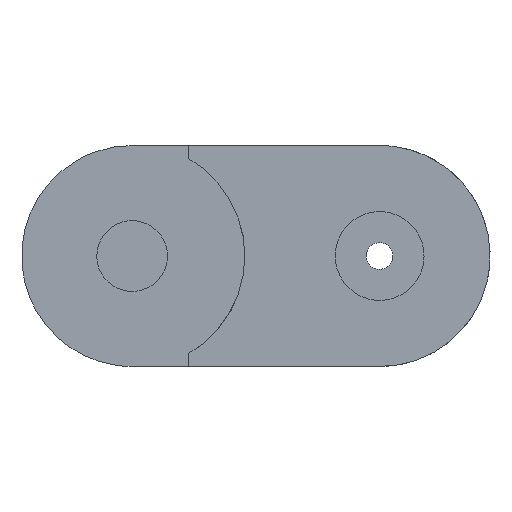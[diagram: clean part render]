
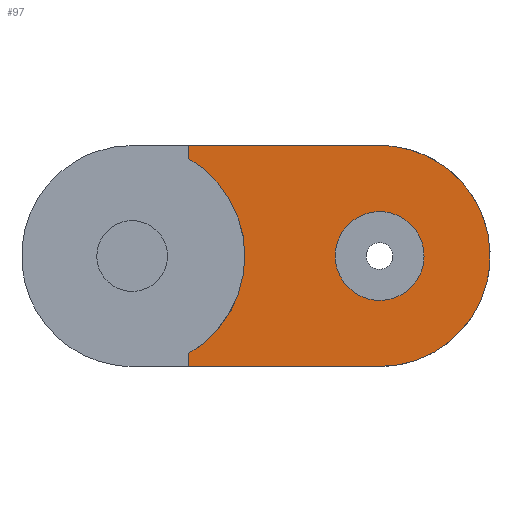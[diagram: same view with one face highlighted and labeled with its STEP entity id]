
A CAD part, front view. The second image highlights one B-rep face of the part: STEP entity #97.
In plain terms, the highlighted planar face has unit normal (0, -1, 0).
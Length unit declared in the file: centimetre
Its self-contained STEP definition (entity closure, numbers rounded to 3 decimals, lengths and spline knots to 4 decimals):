
#61=FACE_BOUND('',#420,.T.);
#97=ADVANCED_FACE('',(#256,#61),#2604,.T.);
#256=FACE_OUTER_BOUND('',#419,.T.);
#419=EDGE_LOOP('',(#677,#678,#679,#680,#681,#682));
#420=EDGE_LOOP('',(#683,#684));
#677=ORIENTED_EDGE('',*,*,#1483,.T.);
#678=ORIENTED_EDGE('',*,*,#1482,.T.);
#679=ORIENTED_EDGE('',*,*,#1484,.T.);
#680=ORIENTED_EDGE('',*,*,#1485,.T.);
#681=ORIENTED_EDGE('',*,*,#1452,.T.);
#682=ORIENTED_EDGE('',*,*,#1454,.T.);
#683=ORIENTED_EDGE('',*,*,#1518,.F.);
#684=ORIENTED_EDGE('',*,*,#1505,.F.);
#1452=EDGE_CURVE('',#2272,#2273,#1833,.T.);
#1454=EDGE_CURVE('',#2273,#2292,#1835,.T.);
#1482=EDGE_CURVE('',#2294,#2295,#1850,.T.);
#1483=EDGE_CURVE('',#2292,#2294,#2079,.T.);
#1484=EDGE_CURVE('',#2295,#2289,#2080,.T.);
#1485=EDGE_CURVE('',#2289,#2272,#1851,.T.);
#1505=EDGE_CURVE('',#2311,#2316,#1857,.T.);
#1518=EDGE_CURVE('',#2316,#2311,#1867,.T.);
#1833=(
BOUNDED_CURVE()
B_SPLINE_CURVE(2,(#3230,#3231,#3232,#3233,#3234,#3235,#3236),
 .UNSPECIFIED.,.F.,.F.)
B_SPLINE_CURVE_WITH_KNOTS((3,2,2,3),(0.8718,2.3987,
6.3257,8.7258),.UNSPECIFIED.)
CURVE()
GEOMETRIC_REPRESENTATION_ITEM()
RATIONAL_B_SPLINE_CURVE((1.,0.958,1.007,0.712,
1.007,0.888,1.))
REPRESENTATION_ITEM('')
);
#1835=(
BOUNDED_CURVE()
B_SPLINE_CURVE(2,(#3239,#3240,#3241),.UNSPECIFIED.,.F.,.F.)
B_SPLINE_CURVE_WITH_KNOTS((3,3),(8.7258,13.0422),
 .UNSPECIFIED.)
CURVE()
GEOMETRIC_REPRESENTATION_ITEM()
RATIONAL_B_SPLINE_CURVE((1.,1.,1.))
REPRESENTATION_ITEM('')
);
#1850=(
BOUNDED_CURVE()
B_SPLINE_CURVE(2,(#3320,#3321,#3322,#3323,#3324),.UNSPECIFIED.,.F.,.F.)
B_SPLINE_CURVE_WITH_KNOTS((3,2,3),(-17.2633,-14.6029,
-11.9424),.UNSPECIFIED.)
CURVE()
GEOMETRIC_REPRESENTATION_ITEM()
RATIONAL_B_SPLINE_CURVE((1.,0.867,1.,0.867,1.))
REPRESENTATION_ITEM('')
);
#1851=(
BOUNDED_CURVE()
B_SPLINE_CURVE(2,(#3329,#3330,#3331),.UNSPECIFIED.,.F.,.F.)
B_SPLINE_CURVE_WITH_KNOTS((3,3),(-3.4447,0.8718),
 .UNSPECIFIED.)
CURVE()
GEOMETRIC_REPRESENTATION_ITEM()
RATIONAL_B_SPLINE_CURVE((1.,1.,1.))
REPRESENTATION_ITEM('')
);
#1857=(
BOUNDED_CURVE()
B_SPLINE_CURVE(2,(#3382,#3383,#3384,#3385,#3386),.UNSPECIFIED.,.F.,.F.)
B_SPLINE_CURVE_WITH_KNOTS((3,2,3),(0.,1.5787,3.1573),
 .UNSPECIFIED.)
CURVE()
GEOMETRIC_REPRESENTATION_ITEM()
RATIONAL_B_SPLINE_CURVE((1.,0.707,1.,0.707,1.))
REPRESENTATION_ITEM('')
);
#1867=(
BOUNDED_CURVE()
B_SPLINE_CURVE(2,(#3432,#3433,#3434,#3435,#3436),.UNSPECIFIED.,.F.,.F.)
B_SPLINE_CURVE_WITH_KNOTS((3,2,3),(3.1573,4.736,6.3146),
 .UNSPECIFIED.)
CURVE()
GEOMETRIC_REPRESENTATION_ITEM()
RATIONAL_B_SPLINE_CURVE((1.,0.707,1.,0.707,1.))
REPRESENTATION_ITEM('')
);
#2079=B_SPLINE_CURVE_WITH_KNOTS('',1,(#3325,#3326),.UNSPECIFIED.,.F.,.F.,
(2,2),(-0.3575,-0.0609),.UNSPECIFIED.);
#2080=B_SPLINE_CURVE_WITH_KNOTS('',1,(#3327,#3328),.UNSPECIFIED.,.F.,.F.,
(2,2),(4.3459,4.6425),.UNSPECIFIED.);
#2272=VERTEX_POINT('',#3098);
#2273=VERTEX_POINT('',#3099);
#2289=VERTEX_POINT('',#3115);
#2292=VERTEX_POINT('',#3118);
#2294=VERTEX_POINT('',#3120);
#2295=VERTEX_POINT('',#3121);
#2311=VERTEX_POINT('',#3137);
#2316=VERTEX_POINT('',#3142);
#2604=PLANE('',#2719);
#2719=AXIS2_PLACEMENT_3D('',#2927,#2817,$);
#2817=DIRECTION('',(0.,-1.,0.));
#2927=CARTESIAN_POINT('',(6.8047,-3.2789,5.4481));
#3098=CARTESIAN_POINT('',(2.9797,-3.2789,-0.1769));
#3099=CARTESIAN_POINT('',(2.9797,-3.2789,4.8231));
#3115=CARTESIAN_POINT('',(-1.3368,-3.2789,-0.1769));
#3118=CARTESIAN_POINT('',(-1.3368,-3.2789,4.8231));
#3120=CARTESIAN_POINT('',(-1.3368,-3.2789,4.5265));
#3121=CARTESIAN_POINT('',(-1.3368,-3.2789,0.1197));
#3137=CARTESIAN_POINT('',(3.9846,-3.2789,2.3176));
#3142=CARTESIAN_POINT('',(1.9747,-3.2789,2.3286));
#3230=CARTESIAN_POINT('',(2.9797,-3.2789,-0.1769));
#3231=CARTESIAN_POINT('',(3.7554,-3.2789,-0.1769));
#3232=CARTESIAN_POINT('',(4.3948,-3.2789,0.2622));
#3233=CARTESIAN_POINT('',(6.4557,-3.2789,1.6774));
#3234=CARTESIAN_POINT('',(5.0405,-3.2789,3.7383));
#3235=CARTESIAN_POINT('',(4.2956,-3.2789,4.8231));
#3236=CARTESIAN_POINT('',(2.9797,-3.2789,4.8231));
#3239=CARTESIAN_POINT('',(2.9797,-3.2789,4.8231));
#3240=CARTESIAN_POINT('',(0.8214,-3.2789,4.8231));
#3241=CARTESIAN_POINT('',(-1.3368,-3.2789,4.8231));
#3320=CARTESIAN_POINT('',(-1.3368,-3.2789,4.5265));
#3321=CARTESIAN_POINT('',(-0.0703,-3.2789,3.7888));
#3322=CARTESIAN_POINT('',(-0.0703,-3.2789,2.3231));
#3323=CARTESIAN_POINT('',(-0.0703,-3.2789,0.8574));
#3324=CARTESIAN_POINT('',(-1.3368,-3.2789,0.1197));
#3325=CARTESIAN_POINT('',(-1.3368,-3.2789,4.8231));
#3326=CARTESIAN_POINT('',(-1.3368,-3.2789,4.5265));
#3327=CARTESIAN_POINT('',(-1.3368,-3.2789,0.1197));
#3328=CARTESIAN_POINT('',(-1.3368,-3.2789,-0.1769));
#3329=CARTESIAN_POINT('',(-1.3368,-3.2789,-0.1769));
#3330=CARTESIAN_POINT('',(0.8214,-3.2789,-0.1769));
#3331=CARTESIAN_POINT('',(2.9797,-3.2789,-0.1769));
#3382=CARTESIAN_POINT('',(3.9846,-3.2789,2.3176));
#3383=CARTESIAN_POINT('',(3.9902,-3.2789,3.3226));
#3384=CARTESIAN_POINT('',(2.9852,-3.2789,3.3281));
#3385=CARTESIAN_POINT('',(1.9802,-3.2789,3.3336));
#3386=CARTESIAN_POINT('',(1.9747,-3.2789,2.3286));
#3432=CARTESIAN_POINT('',(1.9747,-3.2789,2.3286));
#3433=CARTESIAN_POINT('',(1.9691,-3.2789,1.3236));
#3434=CARTESIAN_POINT('',(2.9741,-3.2789,1.3181));
#3435=CARTESIAN_POINT('',(3.9791,-3.2789,1.3126));
#3436=CARTESIAN_POINT('',(3.9846,-3.2789,2.3176));
